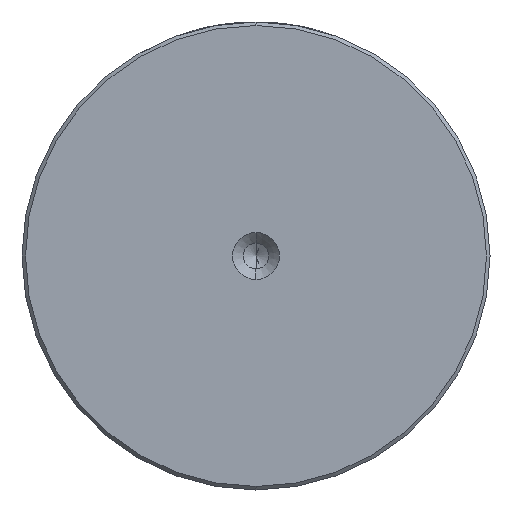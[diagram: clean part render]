
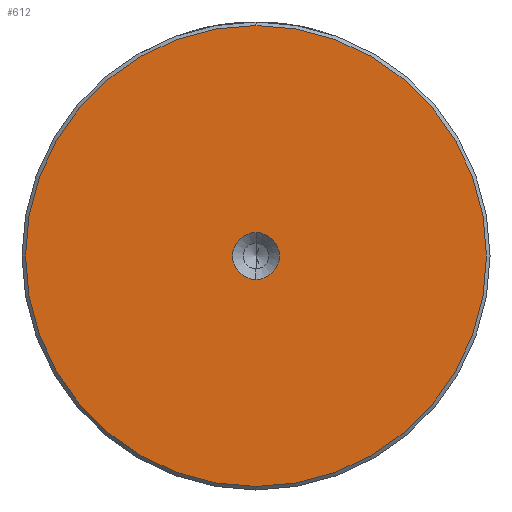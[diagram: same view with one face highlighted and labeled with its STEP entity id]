
A CAD part, left-side view. The second image highlights one B-rep face of the part: STEP entity #612.
In plain terms, the highlighted planar face has unit normal (-1, 0, 0).
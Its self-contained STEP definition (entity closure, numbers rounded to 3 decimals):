
#174 = FACE_OUTER_BOUND ( 'NONE', #2625, .T. ) ;
#196 = EDGE_CURVE ( 'NONE', #1757, #1061, #805, .T. ) ;
#198 = ORIENTED_EDGE ( 'NONE', *, *, #1664, .T. ) ;
#270 = DIRECTION ( 'NONE',  ( -1., 0., 0. ) ) ;
#506 = CARTESIAN_POINT ( 'NONE',  ( 0., 0., 0. ) ) ;
#594 = AXIS2_PLACEMENT_3D ( 'NONE', #1850, #270, #2113 ) ;
#612 = ADVANCED_FACE ( 'NONE', ( #174, #2099 ), #2812, .T. ) ;
#629 = DIRECTION ( 'NONE',  ( 0., 0., 1. ) ) ;
#773 = DIRECTION ( 'NONE',  ( 0., 0., 1. ) ) ;
#805 = CIRCLE ( 'NONE', #1613, 3.3 ) ;
#901 = DIRECTION ( 'NONE',  ( -1., 0., 0. ) ) ;
#927 = DIRECTION ( 'NONE',  ( -1., 0., 0. ) ) ;
#994 = VERTEX_POINT ( 'NONE', #1670 ) ;
#1053 = CIRCLE ( 'NONE', #2559, 32.5 ) ;
#1057 = EDGE_LOOP ( 'NONE', ( #2454, #1112 ) ) ;
#1061 = VERTEX_POINT ( 'NONE', #3245 ) ;
#1100 = CARTESIAN_POINT ( 'NONE',  ( 0., 0., 3.3 ) ) ;
#1112 = ORIENTED_EDGE ( 'NONE', *, *, #2342, .F. ) ;
#1154 = CARTESIAN_POINT ( 'NONE',  ( 0., 0., 0. ) ) ;
#1394 = CARTESIAN_POINT ( 'NONE',  ( 0., 0., -32.5 ) ) ;
#1613 = AXIS2_PLACEMENT_3D ( 'NONE', #1154, #901, #629 ) ;
#1664 = EDGE_CURVE ( 'NONE', #3066, #994, #3376, .T. ) ;
#1670 = CARTESIAN_POINT ( 'NONE',  ( 0., 0., 32.5 ) ) ;
#1757 = VERTEX_POINT ( 'NONE', #1100 ) ;
#1850 = CARTESIAN_POINT ( 'NONE',  ( 0., 0., 0. ) ) ;
#2072 = AXIS2_PLACEMENT_3D ( 'NONE', #2500, #927, #2761 ) ;
#2099 = FACE_BOUND ( 'NONE', #1057, .T. ) ;
#2113 = DIRECTION ( 'NONE',  ( 0., 0., 1. ) ) ;
#2191 = AXIS2_PLACEMENT_3D ( 'NONE', #2552, #3319, #3065 ) ;
#2333 = DIRECTION ( 'NONE',  ( -1., 0., 0. ) ) ;
#2342 = EDGE_CURVE ( 'NONE', #1061, #1757, #3057, .T. ) ;
#2454 = ORIENTED_EDGE ( 'NONE', *, *, #196, .F. ) ;
#2500 = CARTESIAN_POINT ( 'NONE',  ( 0., 0., 0. ) ) ;
#2552 = CARTESIAN_POINT ( 'NONE',  ( 0., 0., 0. ) ) ;
#2559 = AXIS2_PLACEMENT_3D ( 'NONE', #506, #2333, #773 ) ;
#2625 = EDGE_LOOP ( 'NONE', ( #198, #3081 ) ) ;
#2761 = DIRECTION ( 'NONE',  ( 0., 0., 1. ) ) ;
#2812 = PLANE ( 'NONE',  #2191 ) ;
#3057 = CIRCLE ( 'NONE', #2072, 3.3 ) ;
#3065 = DIRECTION ( 'NONE',  ( 0., 0., 1. ) ) ;
#3066 = VERTEX_POINT ( 'NONE', #1394 ) ;
#3081 = ORIENTED_EDGE ( 'NONE', *, *, #3371, .T. ) ;
#3245 = CARTESIAN_POINT ( 'NONE',  ( 0., 0., -3.3 ) ) ;
#3319 = DIRECTION ( 'NONE',  ( -1., 0., 0. ) ) ;
#3371 = EDGE_CURVE ( 'NONE', #994, #3066, #1053, .T. ) ;
#3376 = CIRCLE ( 'NONE', #594, 32.5 ) ;
